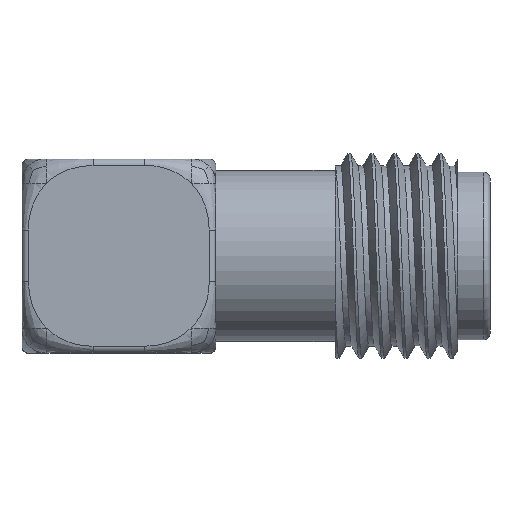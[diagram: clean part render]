
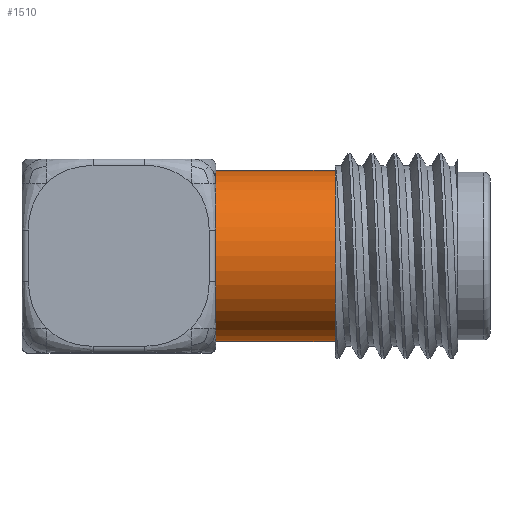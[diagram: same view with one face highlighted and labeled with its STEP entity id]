
A CAD part, top view. The second image highlights one B-rep face of the part: STEP entity #1510.
In plain terms, the highlighted cylindrical face has radius 2.65 mm (diameter 5.3 mm), a partial arc.
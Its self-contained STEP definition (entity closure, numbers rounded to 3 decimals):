
#59 = EDGE_CURVE ( 'NONE', #7992, #3751, #17005, .T. ) ;
#220 = ORIENTED_EDGE ( 'NONE', *, *, #59, .T. ) ;
#973 = VERTEX_POINT ( 'NONE', #18156 ) ;
#1510 = ADVANCED_FACE ( 'NONE', ( #16103 ), #14654, .T. ) ;
#2307 = DIRECTION ( 'NONE',  ( 0., -1., 0. ) ) ;
#3020 = LINE ( 'NONE', #13167, #16769 ) ;
#3381 = CIRCLE ( 'NONE', #18569, 2.65 ) ;
#3751 = VERTEX_POINT ( 'NONE', #15033 ) ;
#3853 = DIRECTION ( 'NONE',  ( 0., -1., 0. ) ) ;
#4766 = VERTEX_POINT ( 'NONE', #15491 ) ;
#4921 = CARTESIAN_POINT ( 'NONE',  ( 6.7, 0., 6.6 ) ) ;
#5110 = DIRECTION ( 'NONE',  ( -1., 0., 0. ) ) ;
#5922 = DIRECTION ( 'NONE',  ( -1., 0., 0. ) ) ;
#6334 = DIRECTION ( 'NONE',  ( 0., -1., 0. ) ) ;
#6401 = ORIENTED_EDGE ( 'NONE', *, *, #11015, .F. ) ;
#6439 = DIRECTION ( 'NONE',  ( -1., 0., 0. ) ) ;
#6500 = CARTESIAN_POINT ( 'NONE',  ( 6.7, 2.65, 6.6 ) ) ;
#6865 = DIRECTION ( 'NONE',  ( -1., 0., 0. ) ) ;
#7992 = VERTEX_POINT ( 'NONE', #18162 ) ;
#8178 = EDGE_LOOP ( 'NONE', ( #220, #16739, #6401, #8857 ) ) ;
#8857 = ORIENTED_EDGE ( 'NONE', *, *, #11738, .F. ) ;
#9658 = DIRECTION ( 'NONE',  ( -1., 0., 0. ) ) ;
#10905 = AXIS2_PLACEMENT_3D ( 'NONE', #11169, #6865, #3853 ) ;
#11015 = EDGE_CURVE ( 'NONE', #973, #4766, #3381, .T. ) ;
#11169 = CARTESIAN_POINT ( 'NONE',  ( 6.7, 0., 6.6 ) ) ;
#11738 = EDGE_CURVE ( 'NONE', #7992, #973, #3020, .T. ) ;
#11797 = AXIS2_PLACEMENT_3D ( 'NONE', #4921, #6439, #6334 ) ;
#13167 = CARTESIAN_POINT ( 'NONE',  ( 6.7, -2.65, 6.6 ) ) ;
#13743 = LINE ( 'NONE', #6500, #16851 ) ;
#14072 = CARTESIAN_POINT ( 'NONE',  ( 3., 0., 6.6 ) ) ;
#14654 = CYLINDRICAL_SURFACE ( 'NONE', #11797, 2.65 ) ;
#15033 = CARTESIAN_POINT ( 'NONE',  ( 6.7, 2.65, 6.6 ) ) ;
#15491 = CARTESIAN_POINT ( 'NONE',  ( 3., 2.65, 6.6 ) ) ;
#16103 = FACE_OUTER_BOUND ( 'NONE', #8178, .T. ) ;
#16739 = ORIENTED_EDGE ( 'NONE', *, *, #18359, .T. ) ;
#16769 = VECTOR ( 'NONE', #5922, 1000. ) ;
#16851 = VECTOR ( 'NONE', #9658, 1000. ) ;
#17005 = CIRCLE ( 'NONE', #10905, 2.65 ) ;
#18156 = CARTESIAN_POINT ( 'NONE',  ( 3., -2.65, 6.6 ) ) ;
#18162 = CARTESIAN_POINT ( 'NONE',  ( 6.7, -2.65, 6.6 ) ) ;
#18359 = EDGE_CURVE ( 'NONE', #3751, #4766, #13743, .T. ) ;
#18569 = AXIS2_PLACEMENT_3D ( 'NONE', #14072, #5110, #2307 ) ;
